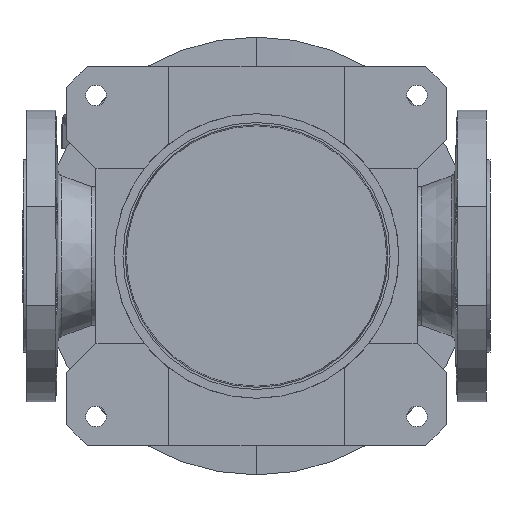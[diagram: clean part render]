
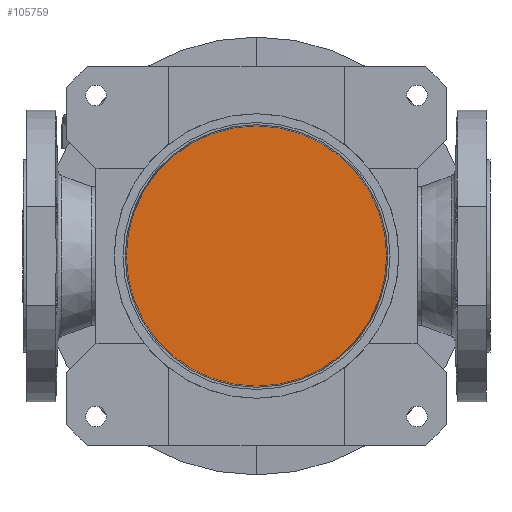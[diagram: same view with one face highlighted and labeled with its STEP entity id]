
A CAD part, front view. The second image highlights one B-rep face of the part: STEP entity #105759.
In plain terms, the highlighted planar face has unit normal (0, -1, 0).
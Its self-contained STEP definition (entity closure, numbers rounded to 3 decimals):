
#706 = DIRECTION ( 'NONE',  ( 0., 1., 0. ) ) ;
#10166 = CIRCLE ( 'NONE', #110974, 89.214 ) ;
#16855 = CARTESIAN_POINT ( 'NONE',  ( 0., -46., 0. ) ) ;
#26033 = PLANE ( 'NONE',  #119056 ) ;
#33173 = VERTEX_POINT ( 'NONE', #117927 ) ;
#33253 = EDGE_LOOP ( 'NONE', ( #89529, #49766 ) ) ;
#41137 = CIRCLE ( 'NONE', #110347, 89.214 ) ;
#45759 = FACE_OUTER_BOUND ( 'NONE', #33253, .T. ) ;
#49766 = ORIENTED_EDGE ( 'NONE', *, *, #106750, .F. ) ;
#65076 = DIRECTION ( 'NONE',  ( 0., 1., 0. ) ) ;
#66124 = DIRECTION ( 'NONE',  ( 0., -1., 0. ) ) ;
#66766 = DIRECTION ( 'NONE',  ( 0., 0., -1. ) ) ;
#69615 = CARTESIAN_POINT ( 'NONE',  ( 0., -46., -89.214 ) ) ;
#82861 = DIRECTION ( 'NONE',  ( 0., 0., 1. ) ) ;
#89529 = ORIENTED_EDGE ( 'NONE', *, *, #100781, .F. ) ;
#94654 = CARTESIAN_POINT ( 'NONE',  ( 0., -46., 0. ) ) ;
#100781 = EDGE_CURVE ( 'NONE', #109719, #33173, #41137, .T. ) ;
#105759 = ADVANCED_FACE ( 'NONE', ( #45759 ), #26033, .T. ) ;
#106750 = EDGE_CURVE ( 'NONE', #33173, #109719, #10166, .T. ) ;
#109127 = CARTESIAN_POINT ( 'NONE',  ( 0., -46., 0. ) ) ;
#109719 = VERTEX_POINT ( 'NONE', #69615 ) ;
#110347 = AXIS2_PLACEMENT_3D ( 'NONE', #94654, #65076, #82861 ) ;
#110974 = AXIS2_PLACEMENT_3D ( 'NONE', #109127, #706, #117700 ) ;
#117700 = DIRECTION ( 'NONE',  ( 0., 0., 1. ) ) ;
#117927 = CARTESIAN_POINT ( 'NONE',  ( 0., -46., 89.214 ) ) ;
#119056 = AXIS2_PLACEMENT_3D ( 'NONE', #16855, #66124, #66766 ) ;
